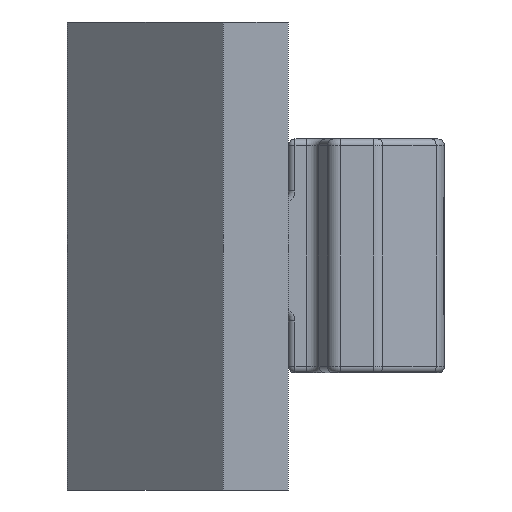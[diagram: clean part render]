
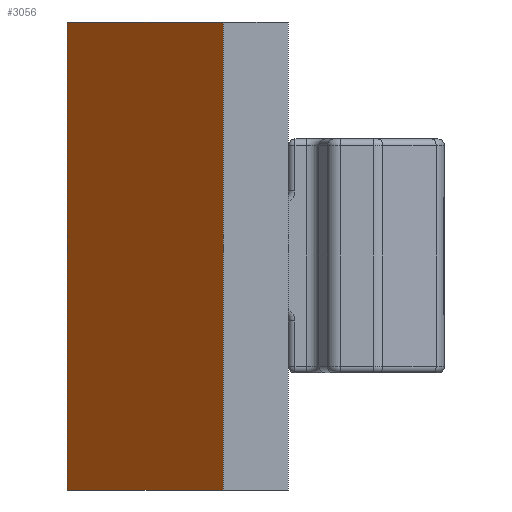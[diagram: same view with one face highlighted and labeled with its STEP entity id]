
A CAD part, left-side view. The second image highlights one B-rep face of the part: STEP entity #3056.
In plain terms, the highlighted planar face has unit normal (-0.707, 0.707, 0).
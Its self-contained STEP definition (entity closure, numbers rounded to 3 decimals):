
#5 = EDGE_LOOP ( 'NONE', ( #4180, #176, #158, #1409 ) ) ;
#6 = CARTESIAN_POINT ( 'NONE',  ( -17.875, -0.875, 4.5 ) ) ;
#69 = DIRECTION ( 'NONE',  ( -0.707, -0.707, 0. ) ) ;
#83 = CARTESIAN_POINT ( 'NONE',  ( -14.875, 2.125, 4.5 ) ) ;
#103 = VECTOR ( 'NONE', #3341, 1000. ) ;
#117 = DIRECTION ( 'NONE',  ( 0., 0., -1. ) ) ;
#158 = ORIENTED_EDGE ( 'NONE', *, *, #703, .F. ) ;
#176 = ORIENTED_EDGE ( 'NONE', *, *, #2811, .F. ) ;
#245 = VECTOR ( 'NONE', #2013, 1000. ) ;
#283 = AXIS2_PLACEMENT_3D ( 'NONE', #1073, #2801, #742 ) ;
#434 = VERTEX_POINT ( 'NONE', #1536 ) ;
#703 = EDGE_CURVE ( 'NONE', #1588, #3145, #4143, .T. ) ;
#742 = DIRECTION ( 'NONE',  ( 0.707, 0.707, 0. ) ) ;
#1006 = LINE ( 'NONE', #1959, #103 ) ;
#1073 = CARTESIAN_POINT ( 'NONE',  ( -17.875, -0.875, 4.5 ) ) ;
#1232 = VECTOR ( 'NONE', #117, 1000. ) ;
#1241 = EDGE_CURVE ( 'NONE', #2368, #434, #2078, .T. ) ;
#1409 = ORIENTED_EDGE ( 'NONE', *, *, #4006, .T. ) ;
#1536 = CARTESIAN_POINT ( 'NONE',  ( -17.875, -0.875, -4.5 ) ) ;
#1588 = VERTEX_POINT ( 'NONE', #83 ) ;
#1669 = CARTESIAN_POINT ( 'NONE',  ( -17.875, -0.875, -4.5 ) ) ;
#1959 = CARTESIAN_POINT ( 'NONE',  ( -17.875, -0.875, 4.5 ) ) ;
#2013 = DIRECTION ( 'NONE',  ( -0.707, -0.707, 0. ) ) ;
#2078 = LINE ( 'NONE', #1669, #245 ) ;
#2264 = LINE ( 'NONE', #2514, #1232 ) ;
#2368 = VERTEX_POINT ( 'NONE', #3015 ) ;
#2392 = VECTOR ( 'NONE', #69, 1000. ) ;
#2470 = PLANE ( 'NONE',  #283 ) ;
#2514 = CARTESIAN_POINT ( 'NONE',  ( -14.875, 2.125, 4.5 ) ) ;
#2583 = CARTESIAN_POINT ( 'NONE',  ( -17.875, -0.875, 4.5 ) ) ;
#2801 = DIRECTION ( 'NONE',  ( 0.707, -0.707, 0. ) ) ;
#2811 = EDGE_CURVE ( 'NONE', #3145, #434, #1006, .T. ) ;
#3015 = CARTESIAN_POINT ( 'NONE',  ( -14.875, 2.125, -4.5 ) ) ;
#3056 = ADVANCED_FACE ( 'NONE', ( #3721 ), #2470, .F. ) ;
#3145 = VERTEX_POINT ( 'NONE', #2583 ) ;
#3341 = DIRECTION ( 'NONE',  ( 0., 0., -1. ) ) ;
#3721 = FACE_OUTER_BOUND ( 'NONE', #5, .T. ) ;
#4006 = EDGE_CURVE ( 'NONE', #1588, #2368, #2264, .T. ) ;
#4143 = LINE ( 'NONE', #6, #2392 ) ;
#4180 = ORIENTED_EDGE ( 'NONE', *, *, #1241, .T. ) ;
